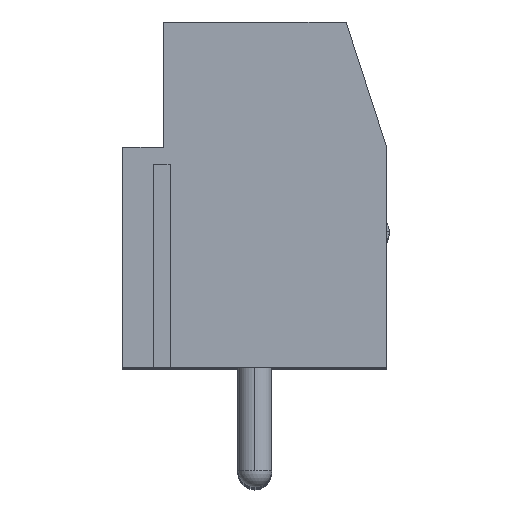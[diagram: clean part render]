
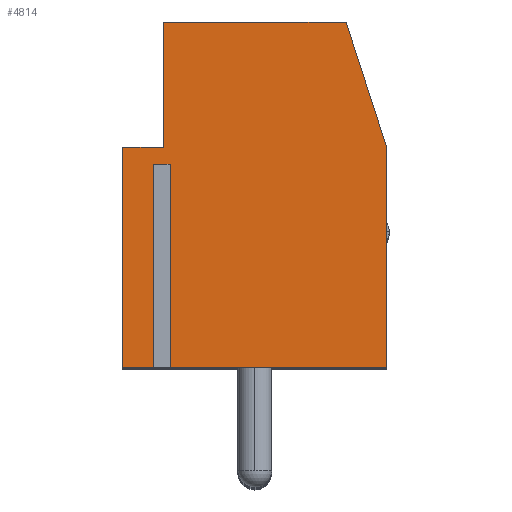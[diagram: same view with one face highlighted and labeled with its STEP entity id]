
A CAD part, top view. The second image highlights one B-rep face of the part: STEP entity #4814.
In plain terms, the highlighted planar face has unit normal (0, 0, 1).
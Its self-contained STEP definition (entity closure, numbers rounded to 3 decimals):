
#105 = LINE ( 'NONE', #2176, #4914 ) ;
#140 = LINE ( 'NONE', #3713, #2407 ) ;
#232 = CARTESIAN_POINT ( 'NONE',  ( 3.9, 0., 0. ) ) ;
#259 = DIRECTION ( 'NONE',  ( 0., -1., 0. ) ) ;
#281 = DIRECTION ( 'NONE',  ( 1., 0., 0. ) ) ;
#496 = CARTESIAN_POINT ( 'NONE',  ( -3.9, -5.1, 0. ) ) ;
#512 = DIRECTION ( 'NONE',  ( 0., -1., 0. ) ) ;
#523 = AXIS2_PLACEMENT_3D ( 'NONE', #1191, #1652, #4796 ) ;
#525 = VERTEX_POINT ( 'NONE', #1975 ) ;
#534 = VERTEX_POINT ( 'NONE', #859 ) ;
#619 = ORIENTED_EDGE ( 'NONE', *, *, #5073, .T. ) ;
#630 = VECTOR ( 'NONE', #3375, 1000. ) ;
#637 = LINE ( 'NONE', #1868, #5317 ) ;
#670 = CARTESIAN_POINT ( 'NONE',  ( 0., 1.4, 0. ) ) ;
#771 = ORIENTED_EDGE ( 'NONE', *, *, #2460, .T. ) ;
#773 = CARTESIAN_POINT ( 'NONE',  ( -2.61, 0.9, 0. ) ) ;
#859 = CARTESIAN_POINT ( 'NONE',  ( 3.9, 1.4, 0. ) ) ;
#893 = VECTOR ( 'NONE', #3424, 1000. ) ;
#915 = CARTESIAN_POINT ( 'NONE',  ( -2.7, 0., 0. ) ) ;
#946 = EDGE_CURVE ( 'NONE', #534, #2689, #4962, .T. ) ;
#1191 = CARTESIAN_POINT ( 'NONE',  ( 0., 0., 0. ) ) ;
#1393 = LINE ( 'NONE', #915, #4851 ) ;
#1465 = EDGE_CURVE ( 'NONE', #2526, #1606, #140, .T. ) ;
#1606 = VERTEX_POINT ( 'NONE', #4262 ) ;
#1652 = DIRECTION ( 'NONE',  ( 0., 0., 1. ) ) ;
#1666 = VECTOR ( 'NONE', #4551, 1000. ) ;
#1839 = LINE ( 'NONE', #3786, #630 ) ;
#1846 = LINE ( 'NONE', #2764, #5166 ) ;
#1868 = CARTESIAN_POINT ( 'NONE',  ( 0., 5.1, 0. ) ) ;
#1890 = EDGE_LOOP ( 'NONE', ( #5155, #3091, #3300, #4937, #2328, #2391, #5523, #5086, #771, #5443, #619 ) ) ;
#1975 = CARTESIAN_POINT ( 'NONE',  ( -2.61, -5.1, 0. ) ) ;
#2176 = CARTESIAN_POINT ( 'NONE',  ( 0., -5.1, 0. ) ) ;
#2236 = EDGE_CURVE ( 'NONE', #525, #4258, #3441, .T. ) ;
#2280 = DIRECTION ( 'NONE',  ( 0., -1., 0. ) ) ;
#2285 = VERTEX_POINT ( 'NONE', #3050 ) ;
#2328 = ORIENTED_EDGE ( 'NONE', *, *, #4786, .T. ) ;
#2391 = ORIENTED_EDGE ( 'NONE', *, *, #946, .F. ) ;
#2407 = VECTOR ( 'NONE', #3285, 1000. ) ;
#2460 = EDGE_CURVE ( 'NONE', #3061, #2285, #1393, .T. ) ;
#2526 = VERTEX_POINT ( 'NONE', #3239 ) ;
#2527 = CARTESIAN_POINT ( 'NONE',  ( -2.61, -9.1, 0. ) ) ;
#2689 = VERTEX_POINT ( 'NONE', #4809 ) ;
#2738 = EDGE_CURVE ( 'NONE', #3536, #2526, #105, .T. ) ;
#2764 = CARTESIAN_POINT ( 'NONE',  ( -3.9, 0., 0. ) ) ;
#2884 = LINE ( 'NONE', #2991, #5307 ) ;
#2896 = VERTEX_POINT ( 'NONE', #4972 ) ;
#2948 = EDGE_CURVE ( 'NONE', #4258, #1606, #4057, .T. ) ;
#2991 = CARTESIAN_POINT ( 'NONE',  ( 0., -5.1, 0. ) ) ;
#3050 = CARTESIAN_POINT ( 'NONE',  ( -2.7, 1.4, 0. ) ) ;
#3061 = VERTEX_POINT ( 'NONE', #3734 ) ;
#3091 = ORIENTED_EDGE ( 'NONE', *, *, #1465, .T. ) ;
#3239 = CARTESIAN_POINT ( 'NONE',  ( -2.89, -5.1, 0. ) ) ;
#3285 = DIRECTION ( 'NONE',  ( 0., 1., 0. ) ) ;
#3300 = ORIENTED_EDGE ( 'NONE', *, *, #2948, .F. ) ;
#3375 = DIRECTION ( 'NONE',  ( -0.309, 0.951, 0. ) ) ;
#3424 = DIRECTION ( 'NONE',  ( 0., 1., 0. ) ) ;
#3441 = LINE ( 'NONE', #2527, #893 ) ;
#3536 = VERTEX_POINT ( 'NONE', #496 ) ;
#3713 = CARTESIAN_POINT ( 'NONE',  ( -2.89, -9.1, 0. ) ) ;
#3734 = CARTESIAN_POINT ( 'NONE',  ( -2.7, 5.1, 0. ) ) ;
#3786 = CARTESIAN_POINT ( 'NONE',  ( 3.94, 1.278, 0. ) ) ;
#4057 = LINE ( 'NONE', #4089, #1666 ) ;
#4088 = VECTOR ( 'NONE', #4271, 1000. ) ;
#4089 = CARTESIAN_POINT ( 'NONE',  ( -3., 0.9, 0. ) ) ;
#4224 = LINE ( 'NONE', #670, #4088 ) ;
#4258 = VERTEX_POINT ( 'NONE', #773 ) ;
#4262 = CARTESIAN_POINT ( 'NONE',  ( -2.89, 0.9, 0. ) ) ;
#4271 = DIRECTION ( 'NONE',  ( -1., 0., 0. ) ) ;
#4338 = CARTESIAN_POINT ( 'NONE',  ( 2.7, 5.1, 0. ) ) ;
#4404 = DIRECTION ( 'NONE',  ( 1., 0., 0. ) ) ;
#4551 = DIRECTION ( 'NONE',  ( -1., 0., 0. ) ) ;
#4786 = EDGE_CURVE ( 'NONE', #525, #2689, #2884, .T. ) ;
#4796 = DIRECTION ( 'NONE',  ( 1., 0., 0. ) ) ;
#4809 = CARTESIAN_POINT ( 'NONE',  ( 3.9, -5.1, 0. ) ) ;
#4814 = ADVANCED_FACE ( 'NONE', ( #5159 ), #5248, .T. ) ;
#4818 = VERTEX_POINT ( 'NONE', #4338 ) ;
#4851 = VECTOR ( 'NONE', #2280, 1000. ) ;
#4914 = VECTOR ( 'NONE', #4404, 1000. ) ;
#4937 = ORIENTED_EDGE ( 'NONE', *, *, #2236, .F. ) ;
#4962 = LINE ( 'NONE', #232, #5110 ) ;
#4972 = CARTESIAN_POINT ( 'NONE',  ( -3.9, 1.4, 0. ) ) ;
#5023 = DIRECTION ( 'NONE',  ( 1., 0., 0. ) ) ;
#5061 = EDGE_CURVE ( 'NONE', #3061, #4818, #637, .T. ) ;
#5073 = EDGE_CURVE ( 'NONE', #2896, #3536, #1846, .T. ) ;
#5086 = ORIENTED_EDGE ( 'NONE', *, *, #5061, .F. ) ;
#5110 = VECTOR ( 'NONE', #259, 1000. ) ;
#5155 = ORIENTED_EDGE ( 'NONE', *, *, #2738, .T. ) ;
#5159 = FACE_OUTER_BOUND ( 'NONE', #1890, .T. ) ;
#5166 = VECTOR ( 'NONE', #512, 1000. ) ;
#5248 = PLANE ( 'NONE',  #523 ) ;
#5307 = VECTOR ( 'NONE', #281, 1000. ) ;
#5317 = VECTOR ( 'NONE', #5023, 1000. ) ;
#5443 = ORIENTED_EDGE ( 'NONE', *, *, #5649, .T. ) ;
#5523 = ORIENTED_EDGE ( 'NONE', *, *, #5634, .T. ) ;
#5634 = EDGE_CURVE ( 'NONE', #534, #4818, #1839, .T. ) ;
#5649 = EDGE_CURVE ( 'NONE', #2285, #2896, #4224, .T. ) ;
